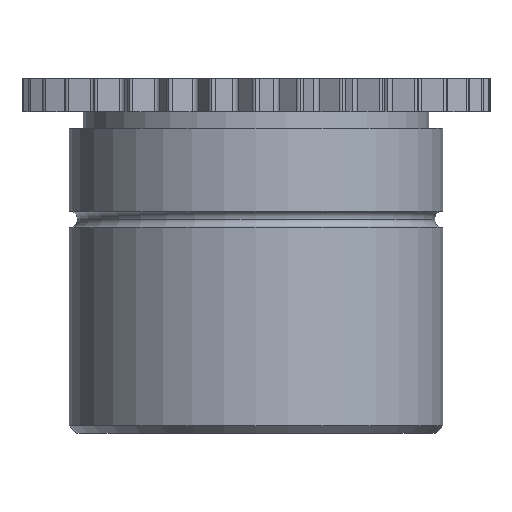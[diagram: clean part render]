
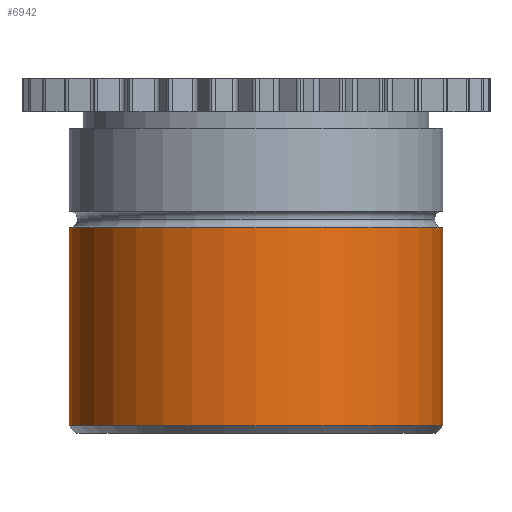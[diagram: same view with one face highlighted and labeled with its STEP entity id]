
A CAD part, front view. The second image highlights one B-rep face of the part: STEP entity #6942.
In plain terms, the highlighted cylindrical face has radius 1.58 mm (diameter 3.16 mm), a partial arc.
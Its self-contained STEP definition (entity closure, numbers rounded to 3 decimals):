
#88 = AXIS2_PLACEMENT_3D ( 'NONE', #4944, #475, #6346 ) ;
#311 = ORIENTED_EDGE ( 'NONE', *, *, #1946, .F. ) ;
#475 = DIRECTION ( 'NONE',  ( 0., 0., 1. ) ) ;
#902 = CARTESIAN_POINT ( 'NONE',  ( -1.58, 0., 0.24 ) ) ;
#929 = ORIENTED_EDGE ( 'NONE', *, *, #5977, .F. ) ;
#1135 = CARTESIAN_POINT ( 'NONE',  ( 0., 0., -1.437 ) ) ;
#1284 = EDGE_CURVE ( 'NONE', #5560, #7440, #2184, .T. ) ;
#1590 = CARTESIAN_POINT ( 'NONE',  ( -1.58, 0., -1.437 ) ) ;
#1645 = VECTOR ( 'NONE', #5886, 1000. ) ;
#1818 = CARTESIAN_POINT ( 'NONE',  ( 1.58, 0., -1.437 ) ) ;
#1946 = EDGE_CURVE ( 'NONE', #5560, #6796, #3916, .T. ) ;
#2037 = CIRCLE ( 'NONE', #6789, 1.58 ) ;
#2167 = EDGE_LOOP ( 'NONE', ( #311, #8032, #7269, #929 ) ) ;
#2184 = CIRCLE ( 'NONE', #2447, 1.58 ) ;
#2378 = DIRECTION ( 'NONE',  ( 1., 0., 0. ) ) ;
#2447 = AXIS2_PLACEMENT_3D ( 'NONE', #1135, #2526, #5642 ) ;
#2526 = DIRECTION ( 'NONE',  ( 0., 0., 1. ) ) ;
#3384 = VECTOR ( 'NONE', #6835, 1000. ) ;
#3406 = EDGE_CURVE ( 'NONE', #7440, #5798, #5403, .T. ) ;
#3741 = CYLINDRICAL_SURFACE ( 'NONE', #88, 1.58 ) ;
#3916 = LINE ( 'NONE', #7021, #1645 ) ;
#4944 = CARTESIAN_POINT ( 'NONE',  ( 0., 0., 1.2 ) ) ;
#5140 = CARTESIAN_POINT ( 'NONE',  ( 0., 0., 0.24 ) ) ;
#5403 = LINE ( 'NONE', #7470, #3384 ) ;
#5560 = VERTEX_POINT ( 'NONE', #1590 ) ;
#5642 = DIRECTION ( 'NONE',  ( 1., 0., 0. ) ) ;
#5665 = FACE_OUTER_BOUND ( 'NONE', #2167, .T. ) ;
#5798 = VERTEX_POINT ( 'NONE', #7201 ) ;
#5886 = DIRECTION ( 'NONE',  ( 0., 0., 1. ) ) ;
#5977 = EDGE_CURVE ( 'NONE', #6796, #5798, #2037, .T. ) ;
#6346 = DIRECTION ( 'NONE',  ( 1., 0., 0. ) ) ;
#6789 = AXIS2_PLACEMENT_3D ( 'NONE', #5140, #6892, #2378 ) ;
#6796 = VERTEX_POINT ( 'NONE', #902 ) ;
#6835 = DIRECTION ( 'NONE',  ( 0., 0., 1. ) ) ;
#6892 = DIRECTION ( 'NONE',  ( 0., 0., 1. ) ) ;
#6942 = ADVANCED_FACE ( 'NONE', ( #5665 ), #3741, .T. ) ;
#7021 = CARTESIAN_POINT ( 'NONE',  ( -1.58, 0., 1.2 ) ) ;
#7201 = CARTESIAN_POINT ( 'NONE',  ( 1.58, 0., 0.24 ) ) ;
#7269 = ORIENTED_EDGE ( 'NONE', *, *, #3406, .T. ) ;
#7440 = VERTEX_POINT ( 'NONE', #1818 ) ;
#7470 = CARTESIAN_POINT ( 'NONE',  ( 1.58, 0., 1.2 ) ) ;
#8032 = ORIENTED_EDGE ( 'NONE', *, *, #1284, .T. ) ;
